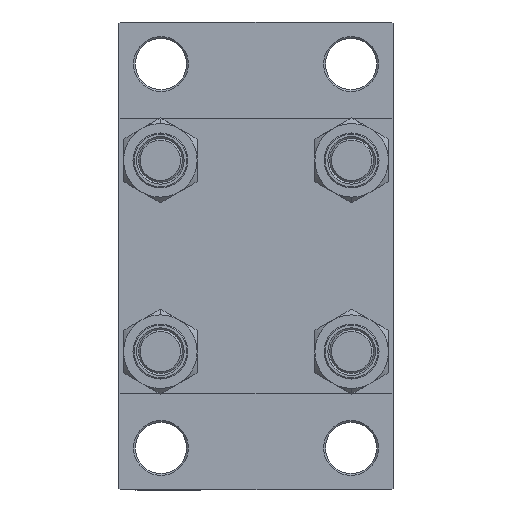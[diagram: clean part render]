
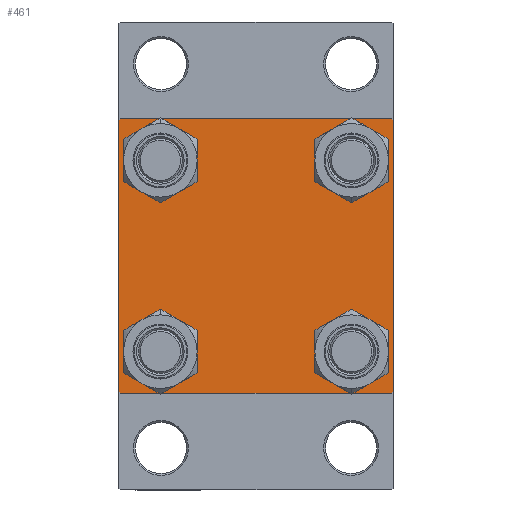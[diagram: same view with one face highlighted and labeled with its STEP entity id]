
A CAD part, left-side view. The second image highlights one B-rep face of the part: STEP entity #461.
In plain terms, the highlighted planar face has unit normal (-1, 0, 0).
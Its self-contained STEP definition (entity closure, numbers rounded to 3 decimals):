
#207 = CARTESIAN_POINT ( 'NONE',  ( 0., -37.5, 37.5 ) ) ;
#292 = CARTESIAN_POINT ( 'NONE',  ( 0., 37.5, -37.5 ) ) ;
#343 = CARTESIAN_POINT ( 'NONE',  ( 0., 26.15, 26.15 ) ) ;
#461 = ADVANCED_FACE ( 'NONE', ( #31060, #27425, #8527, #12386, #16732 ), #8994, .T. ) ;
#999 = DIRECTION ( 'NONE',  ( 0., 0., 1. ) ) ;
#2626 = AXIS2_PLACEMENT_3D ( 'NONE', #21416, #7594, #36920 ) ;
#2742 = VECTOR ( 'NONE', #9447, 1000. ) ;
#3235 = EDGE_CURVE ( 'NONE', #24874, #46156, #7003, .T. ) ;
#4022 = EDGE_CURVE ( 'NONE', #4138, #45991, #10308, .T. ) ;
#4138 = VERTEX_POINT ( 'NONE', #27234 ) ;
#4244 = ORIENTED_EDGE ( 'NONE', *, *, #45475, .T. ) ;
#4417 = DIRECTION ( 'NONE',  ( 0., -1., 0. ) ) ;
#4726 = ORIENTED_EDGE ( 'NONE', *, *, #8605, .T. ) ;
#5182 = EDGE_CURVE ( 'NONE', #13141, #46841, #22112, .T. ) ;
#5220 = DIRECTION ( 'NONE',  ( 1., 0., 0. ) ) ;
#5403 = ORIENTED_EDGE ( 'NONE', *, *, #25574, .T. ) ;
#5571 = CARTESIAN_POINT ( 'NONE',  ( 0., 37.5, -37. ) ) ;
#5832 = LINE ( 'NONE', #34687, #2742 ) ;
#5925 = ORIENTED_EDGE ( 'NONE', *, *, #44029, .T. ) ;
#7003 = LINE ( 'NONE', #207, #9517 ) ;
#7018 = VECTOR ( 'NONE', #37887, 1000. ) ;
#7040 = AXIS2_PLACEMENT_3D ( 'NONE', #26771, #41528, #36284 ) ;
#7083 = EDGE_CURVE ( 'NONE', #34038, #34946, #42012, .T. ) ;
#7343 = CARTESIAN_POINT ( 'NONE',  ( 0., 26.15, -26.15 ) ) ;
#7594 = DIRECTION ( 'NONE',  ( 1., 0., 0. ) ) ;
#7916 = AXIS2_PLACEMENT_3D ( 'NONE', #36327, #21302, #36089 ) ;
#8527 = FACE_BOUND ( 'NONE', #29436, .T. ) ;
#8605 = EDGE_CURVE ( 'NONE', #45991, #4138, #11239, .T. ) ;
#8994 = PLANE ( 'NONE',  #30432 ) ;
#9162 = ORIENTED_EDGE ( 'NONE', *, *, #4022, .T. ) ;
#9447 = DIRECTION ( 'NONE',  ( 0., 0., -1. ) ) ;
#9517 = VECTOR ( 'NONE', #14985, 1000. ) ;
#9661 = VECTOR ( 'NONE', #16564, 1000. ) ;
#10123 = EDGE_CURVE ( 'NONE', #17743, #28742, #46963, .T. ) ;
#10156 = AXIS2_PLACEMENT_3D ( 'NONE', #23541, #38318, #999 ) ;
#10161 = CARTESIAN_POINT ( 'NONE',  ( 0., -26.15, 19.65 ) ) ;
#10163 = CARTESIAN_POINT ( 'NONE',  ( 0., -26.15, -32.65 ) ) ;
#10176 = EDGE_LOOP ( 'NONE', ( #35302, #5925 ) ) ;
#10308 = CIRCLE ( 'NONE', #43569, 6.5 ) ;
#10537 = ORIENTED_EDGE ( 'NONE', *, *, #14888, .T. ) ;
#11239 = CIRCLE ( 'NONE', #38335, 6.5 ) ;
#11387 = ORIENTED_EDGE ( 'NONE', *, *, #25194, .T. ) ;
#11900 = VECTOR ( 'NONE', #23457, 1000. ) ;
#11953 = LINE ( 'NONE', #45850, #7018 ) ;
#11965 = CARTESIAN_POINT ( 'NONE',  ( 0., 26.15, 19.65 ) ) ;
#12386 = FACE_BOUND ( 'NONE', #36699, .T. ) ;
#12405 = VERTEX_POINT ( 'NONE', #35387 ) ;
#12568 = VECTOR ( 'NONE', #31092, 1000. ) ;
#13008 = CARTESIAN_POINT ( 'NONE',  ( 0., 26.15, -19.65 ) ) ;
#13047 = DIRECTION ( 'NONE',  ( 1., 0., 0. ) ) ;
#13132 = LINE ( 'NONE', #38356, #12568 ) ;
#13141 = VERTEX_POINT ( 'NONE', #32965 ) ;
#13646 = DIRECTION ( 'NONE',  ( 0., 0., 1. ) ) ;
#13962 = CARTESIAN_POINT ( 'NONE',  ( 0., -37.25, -37.25 ) ) ;
#14694 = ORIENTED_EDGE ( 'NONE', *, *, #5182, .T. ) ;
#14888 = EDGE_CURVE ( 'NONE', #46841, #46156, #42808, .T. ) ;
#14985 = DIRECTION ( 'NONE',  ( 0., 0., -1. ) ) ;
#16545 = DIRECTION ( 'NONE',  ( 1., 0., 0. ) ) ;
#16564 = DIRECTION ( 'NONE',  ( 0., 0.707, -0.707 ) ) ;
#16732 = FACE_OUTER_BOUND ( 'NONE', #18576, .T. ) ;
#16882 = CARTESIAN_POINT ( 'NONE',  ( 0., -26.15, -19.65 ) ) ;
#17173 = VERTEX_POINT ( 'NONE', #16882 ) ;
#17286 = DIRECTION ( 'NONE',  ( 1., 0., 0. ) ) ;
#17743 = VERTEX_POINT ( 'NONE', #13008 ) ;
#18576 = EDGE_LOOP ( 'NONE', ( #4244, #34047, #14694, #10537, #44753, #5403, #44690, #33641 ) ) ;
#18863 = CARTESIAN_POINT ( 'NONE',  ( 0., -26.15, 32.65 ) ) ;
#19251 = CARTESIAN_POINT ( 'NONE',  ( 0., 37.25, 37.25 ) ) ;
#21302 = DIRECTION ( 'NONE',  ( 1., 0., 0. ) ) ;
#21416 = CARTESIAN_POINT ( 'NONE',  ( 0., 26.15, -26.15 ) ) ;
#21517 = EDGE_CURVE ( 'NONE', #34038, #12405, #11953, .T. ) ;
#22112 = LINE ( 'NONE', #292, #45169 ) ;
#23178 = EDGE_CURVE ( 'NONE', #44419, #35246, #23314, .T. ) ;
#23314 = CIRCLE ( 'NONE', #7040, 6.5 ) ;
#23457 = DIRECTION ( 'NONE',  ( 0., -0.707, -0.707 ) ) ;
#23541 = CARTESIAN_POINT ( 'NONE',  ( 0., -26.15, -26.15 ) ) ;
#23617 = EDGE_CURVE ( 'NONE', #17173, #45660, #28747, .T. ) ;
#23698 = CARTESIAN_POINT ( 'NONE',  ( 0., 37.25, -37.25 ) ) ;
#24874 = VERTEX_POINT ( 'NONE', #44100 ) ;
#25194 = EDGE_CURVE ( 'NONE', #35246, #44419, #47317, .T. ) ;
#25574 = EDGE_CURVE ( 'NONE', #24874, #12405, #13132, .T. ) ;
#26771 = CARTESIAN_POINT ( 'NONE',  ( 0., -26.15, 26.15 ) ) ;
#27103 = LINE ( 'NONE', #23698, #11900 ) ;
#27187 = DIRECTION ( 'NONE',  ( -1., 0., 0. ) ) ;
#27234 = CARTESIAN_POINT ( 'NONE',  ( 0., 26.15, 32.65 ) ) ;
#27425 = FACE_BOUND ( 'NONE', #10176, .T. ) ;
#28742 = VERTEX_POINT ( 'NONE', #42095 ) ;
#28747 = CIRCLE ( 'NONE', #10156, 6.5 ) ;
#29202 = EDGE_CURVE ( 'NONE', #28742, #17743, #36657, .T. ) ;
#29376 = VECTOR ( 'NONE', #39658, 1000. ) ;
#29436 = EDGE_LOOP ( 'NONE', ( #47446, #30953 ) ) ;
#30369 = CARTESIAN_POINT ( 'NONE',  ( 0., 37., 37.5 ) ) ;
#30432 = AXIS2_PLACEMENT_3D ( 'NONE', #38786, #27187, #46286 ) ;
#30953 = ORIENTED_EDGE ( 'NONE', *, *, #29202, .T. ) ;
#31060 = FACE_BOUND ( 'NONE', #32961, .T. ) ;
#31092 = DIRECTION ( 'NONE',  ( 0., 0.707, 0.707 ) ) ;
#31625 = DIRECTION ( 'NONE',  ( 0., 0., 1. ) ) ;
#32961 = EDGE_LOOP ( 'NONE', ( #44013, #11387 ) ) ;
#32965 = CARTESIAN_POINT ( 'NONE',  ( 0., 37., -37.5 ) ) ;
#33641 = ORIENTED_EDGE ( 'NONE', *, *, #7083, .T. ) ;
#34038 = VERTEX_POINT ( 'NONE', #30369 ) ;
#34047 = ORIENTED_EDGE ( 'NONE', *, *, #42516, .T. ) ;
#34687 = CARTESIAN_POINT ( 'NONE',  ( 0., 37.5, 37.5 ) ) ;
#34946 = VERTEX_POINT ( 'NONE', #37640 ) ;
#35246 = VERTEX_POINT ( 'NONE', #10161 ) ;
#35257 = CARTESIAN_POINT ( 'NONE',  ( 0., -26.15, -26.15 ) ) ;
#35302 = ORIENTED_EDGE ( 'NONE', *, *, #23617, .T. ) ;
#35387 = CARTESIAN_POINT ( 'NONE',  ( 0., -37., 37.5 ) ) ;
#36089 = DIRECTION ( 'NONE',  ( 0., 0., 1. ) ) ;
#36284 = DIRECTION ( 'NONE',  ( 0., 0., 1. ) ) ;
#36327 = CARTESIAN_POINT ( 'NONE',  ( 0., -26.15, 26.15 ) ) ;
#36657 = CIRCLE ( 'NONE', #2626, 6.5 ) ;
#36699 = EDGE_LOOP ( 'NONE', ( #9162, #4726 ) ) ;
#36920 = DIRECTION ( 'NONE',  ( 0., 0., 1. ) ) ;
#36956 = VERTEX_POINT ( 'NONE', #5571 ) ;
#37640 = CARTESIAN_POINT ( 'NONE',  ( 0., 37.5, 37. ) ) ;
#37887 = DIRECTION ( 'NONE',  ( 0., -1., 0. ) ) ;
#38318 = DIRECTION ( 'NONE',  ( 1., 0., 0. ) ) ;
#38335 = AXIS2_PLACEMENT_3D ( 'NONE', #46473, #13047, #38508 ) ;
#38356 = CARTESIAN_POINT ( 'NONE',  ( 0., -37.25, 37.25 ) ) ;
#38508 = DIRECTION ( 'NONE',  ( 0., 0., 1. ) ) ;
#38786 = CARTESIAN_POINT ( 'NONE',  ( 0., 0., 0. ) ) ;
#39658 = DIRECTION ( 'NONE',  ( 0., -0.707, 0.707 ) ) ;
#40605 = AXIS2_PLACEMENT_3D ( 'NONE', #35257, #5220, #31625 ) ;
#41528 = DIRECTION ( 'NONE',  ( 1., 0., 0. ) ) ;
#42012 = LINE ( 'NONE', #19251, #9661 ) ;
#42095 = CARTESIAN_POINT ( 'NONE',  ( 0., 26.15, -32.65 ) ) ;
#42226 = DIRECTION ( 'NONE',  ( 0., 0., 1. ) ) ;
#42228 = CARTESIAN_POINT ( 'NONE',  ( 0., -37.5, -37. ) ) ;
#42516 = EDGE_CURVE ( 'NONE', #36956, #13141, #27103, .T. ) ;
#42808 = LINE ( 'NONE', #13962, #29376 ) ;
#43533 = CARTESIAN_POINT ( 'NONE',  ( 0., -37., -37.5 ) ) ;
#43569 = AXIS2_PLACEMENT_3D ( 'NONE', #343, #16545, #42226 ) ;
#44013 = ORIENTED_EDGE ( 'NONE', *, *, #23178, .T. ) ;
#44029 = EDGE_CURVE ( 'NONE', #45660, #17173, #46031, .T. ) ;
#44100 = CARTESIAN_POINT ( 'NONE',  ( 0., -37.5, 37. ) ) ;
#44419 = VERTEX_POINT ( 'NONE', #18863 ) ;
#44690 = ORIENTED_EDGE ( 'NONE', *, *, #21517, .F. ) ;
#44753 = ORIENTED_EDGE ( 'NONE', *, *, #3235, .F. ) ;
#45169 = VECTOR ( 'NONE', #4417, 1000. ) ;
#45475 = EDGE_CURVE ( 'NONE', #34946, #36956, #5832, .T. ) ;
#45660 = VERTEX_POINT ( 'NONE', #10163 ) ;
#45850 = CARTESIAN_POINT ( 'NONE',  ( 0., 37.5, 37.5 ) ) ;
#45991 = VERTEX_POINT ( 'NONE', #11965 ) ;
#46031 = CIRCLE ( 'NONE', #40605, 6.5 ) ;
#46156 = VERTEX_POINT ( 'NONE', #42228 ) ;
#46286 = DIRECTION ( 'NONE',  ( 0., 0., 1. ) ) ;
#46473 = CARTESIAN_POINT ( 'NONE',  ( 0., 26.15, 26.15 ) ) ;
#46841 = VERTEX_POINT ( 'NONE', #43533 ) ;
#46963 = CIRCLE ( 'NONE', #47723, 6.5 ) ;
#47317 = CIRCLE ( 'NONE', #7916, 6.5 ) ;
#47446 = ORIENTED_EDGE ( 'NONE', *, *, #10123, .T. ) ;
#47723 = AXIS2_PLACEMENT_3D ( 'NONE', #7343, #17286, #13646 ) ;
